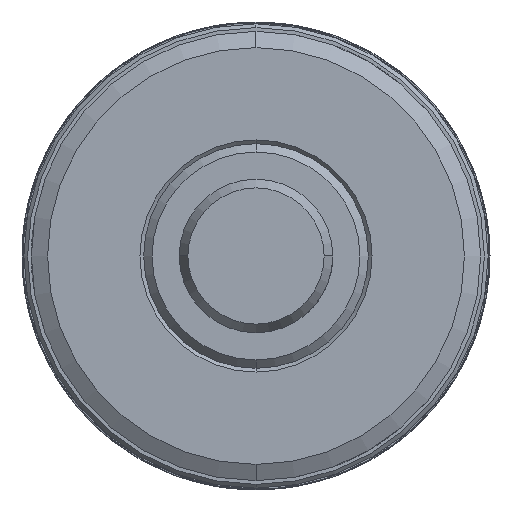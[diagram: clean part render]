
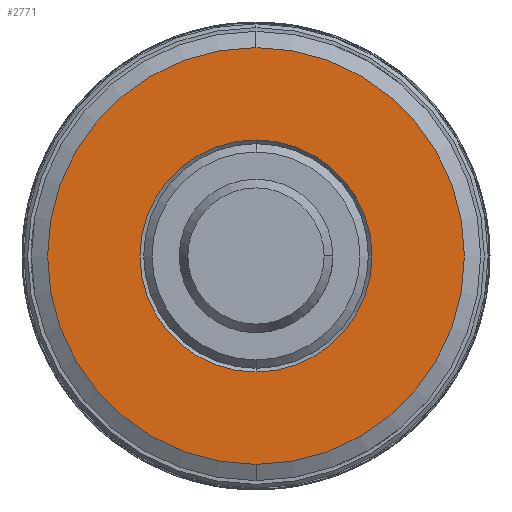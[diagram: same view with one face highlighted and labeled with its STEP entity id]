
A CAD part, left-side view. The second image highlights one B-rep face of the part: STEP entity #2771.
In plain terms, the highlighted planar face has unit normal (1, 0, 0).
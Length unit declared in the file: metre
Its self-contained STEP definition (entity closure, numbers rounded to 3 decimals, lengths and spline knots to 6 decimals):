
#314 = DIRECTION ( 'NONE',  ( -1., 0., 0. ) ) ;
#328 = DIRECTION ( 'NONE',  ( 0., 0., -1. ) ) ;
#329 = CARTESIAN_POINT ( 'NONE',  ( -0.0095, 0., 0. ) ) ;
#1095 = DIRECTION ( 'NONE',  ( 0., 0., -1. ) ) ;
#1096 = CARTESIAN_POINT ( 'NONE',  ( -0.0095, 0., 0. ) ) ;
#1110 = DIRECTION ( 'NONE',  ( 0., 0., 1. ) ) ;
#1113 = DIRECTION ( 'NONE',  ( -1., 0., 0. ) ) ;
#1114 = CARTESIAN_POINT ( 'NONE',  ( -0.0095, 0., 0. ) ) ;
#1118 = DIRECTION ( 'NONE',  ( -1., 0., 0. ) ) ;
#1124 = DIRECTION ( 'NONE',  ( 0., 0., 1. ) ) ;
#1131 = DIRECTION ( 'NONE',  ( 1., 0., 0. ) ) ;
#1146 = DIRECTION ( 'NONE',  ( 0., 0.866, 0.5 ) ) ;
#1150 = CARTESIAN_POINT ( 'NONE',  ( -0.0095, -0.004124, -0.015392 ) ) ;
#1151 = PLANE ( 'NONE',  #1174 ) ;
#1174 = AXIS2_PLACEMENT_3D ( 'NONE', #1150, #1131, #1146 ) ;
#1458 = VERTEX_POINT ( 'NONE', #3609 ) ;
#1459 = VERTEX_POINT ( 'NONE', #3705 ) ;
#1622 = VERTEX_POINT ( 'NONE', #4858 ) ;
#1625 = VERTEX_POINT ( 'NONE', #4918 ) ;
#1958 = EDGE_CURVE ( 'NONE', #1459, #1458, #4219, .T. ) ;
#1986 = EDGE_CURVE ( 'NONE', #1625, #1622, #4241, .T. ) ;
#1990 = EDGE_CURVE ( 'NONE', #1458, #1459, #4249, .T. ) ;
#1991 = EDGE_CURVE ( 'NONE', #1622, #1625, #4246, .T. ) ;
#2431 = FACE_BOUND ( 'NONE', #3023, .T. ) ;
#2432 = FACE_OUTER_BOUND ( 'NONE', #3017, .T. ) ;
#2771 = ADVANCED_FACE ( 'NONE', ( #2431, #2432 ), #1151, .T. ) ;
#3017 = EDGE_LOOP ( 'NONE', ( #3206, #3178 ) ) ;
#3023 = EDGE_LOOP ( 'NONE', ( #3314, #3296 ) ) ;
#3178 = ORIENTED_EDGE ( 'NONE', *, *, #1990, .F. ) ;
#3206 = ORIENTED_EDGE ( 'NONE', *, *, #1958, .F. ) ;
#3296 = ORIENTED_EDGE ( 'NONE', *, *, #1991, .T. ) ;
#3314 = ORIENTED_EDGE ( 'NONE', *, *, #1986, .T. ) ;
#3609 = CARTESIAN_POINT ( 'NONE',  ( -0.0095, 0., 0.011134 ) ) ;
#3705 = CARTESIAN_POINT ( 'NONE',  ( -0.0095, 0., -0.011134 ) ) ;
#4219 = CIRCLE ( 'NONE', #4221, 0.011134 ) ;
#4221 = AXIS2_PLACEMENT_3D ( 'NONE', #329, #314, #328 ) ;
#4241 = CIRCLE ( 'NONE', #4248, 0.0062 ) ;
#4246 = CIRCLE ( 'NONE', #4256, 0.0062 ) ;
#4248 = AXIS2_PLACEMENT_3D ( 'NONE', #5886, #5841, #1124 ) ;
#4249 = CIRCLE ( 'NONE', #4254, 0.011134 ) ;
#4254 = AXIS2_PLACEMENT_3D ( 'NONE', #1114, #1113, #1095 ) ;
#4256 = AXIS2_PLACEMENT_3D ( 'NONE', #1096, #1118, #1110 ) ;
#4858 = CARTESIAN_POINT ( 'NONE',  ( -0.0095, 0., -0.0062 ) ) ;
#4918 = CARTESIAN_POINT ( 'NONE',  ( -0.0095, 0., 0.0062 ) ) ;
#5841 = DIRECTION ( 'NONE',  ( -1., 0., 0. ) ) ;
#5886 = CARTESIAN_POINT ( 'NONE',  ( -0.0095, 0., 0. ) ) ;
